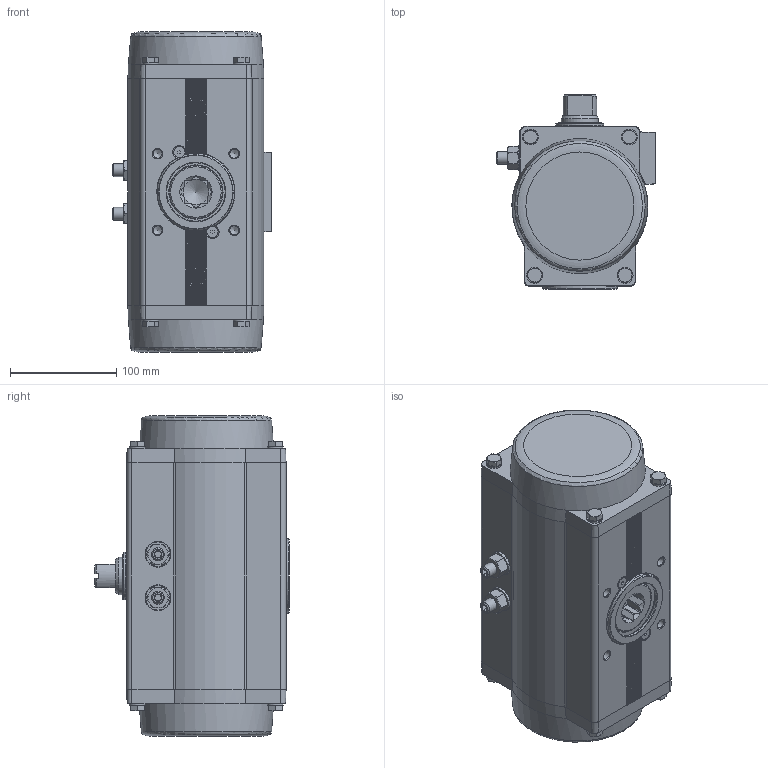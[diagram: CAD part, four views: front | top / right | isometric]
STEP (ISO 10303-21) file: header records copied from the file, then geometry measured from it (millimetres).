
FILE_DESCRIPTION(/* description */ ('STEP AP214'),/* implementation_level */ '2;1');
FILE_NAME(/* name */ '8102845_DFPD-N-240-RP-90-RS35-F10-R3-C',/* time_stamp */ '2024-08-15T19:53:45+02:00',/* author */ ('License CC BY-ND 4.0'),/* organization */ ('CADENAS'),/* preprocessor_version */ 'ST-DEVELOPER v19.3',/* originating_system */ 'PARTsolutions',/* authorisation */ ' ');
FILE_SCHEMA (('AUTOMOTIVE_DESIGN {1 0 10303 214 3 1 1}'));
Length unit declared in the file: millimetre
Products named in the file (7): 8102845 DFPD-N-240-RP-90-RS35-F10-R3-C---(0); 8042190 DFPD-N-240-90-RS-F10-C-----(housing); 8042190 DFPD-240(F07_0)---(shaft); 4134333 SCHEIBE 12.3X23X2.5-1.4301; DIN 934 - M12(F); 8088531 DFPD-240/300-C--(adj); 8101069 DFPD-CTR-F10--(ctr)
Assembly tree (9 placements, depth 2):
  8102845 DFPD-N-240-RP-90-RS35-F10-R3-C---(0)
    8042190 DFPD-N-240-90-RS-F10-C-----(housing)
    8042190 DFPD-240(F07_0)---(shaft)
    4134333 SCHEIBE 12.3X23X2.5-1.4301  x2
    DIN 934 - M12(F)  x2
    8088531 DFPD-240/300-C--(adj)  x2
    8101069 DFPD-CTR-F10--(ctr)
Bounding box: 150.33 x 183 x 301.4 mm (x, y, z)
Volume: 4933026.8 mm3; surface area: 264685.1 mm2
Topology: 9 solids, 9 shells, 689 faces, 1611 edges, 1003 vertices
Faces by surface type: plane 369, cone 142, cylinder 136, torus 40, sphere 2
Full cylindrical faces by diameter (mm): 2 x2, 4.134 x8, 4.917 x1, 8.376 x4, 8.5 x2, 10 x2, 10.106 x4, 10.57 x2, 12 x2, 12.3 x2, 12.4 x1, 15 x8, 18.4 x2, 23 x2, 24 x2, 30.8 x1, 35 x3, 36.5 x1, 38.7 x2, 45 x2, 48 x1, 49 x2, 49.5 x2, 55 x1, 59 x1, 70 x1, 73 x2
Entity records: 18225 total; most frequent: CARTESIAN_POINT 3775, DIRECTION 2953, ORIENTED_EDGE 2732, EDGE_CURVE 1366, AXIS2_PLACEMENT_3D 1157, VERTEX_POINT 939, FACE_BOUND 893, EDGE_LOOP 883
